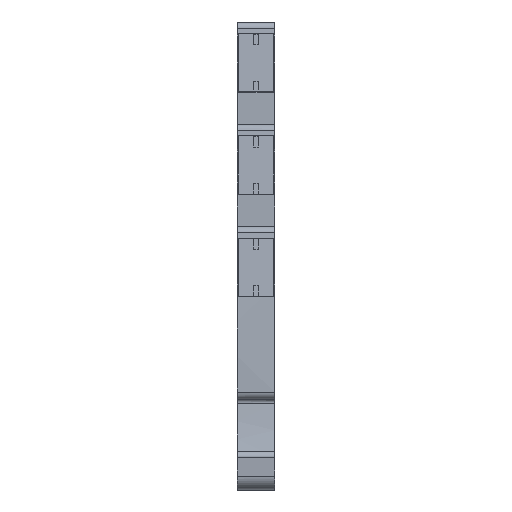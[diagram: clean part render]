
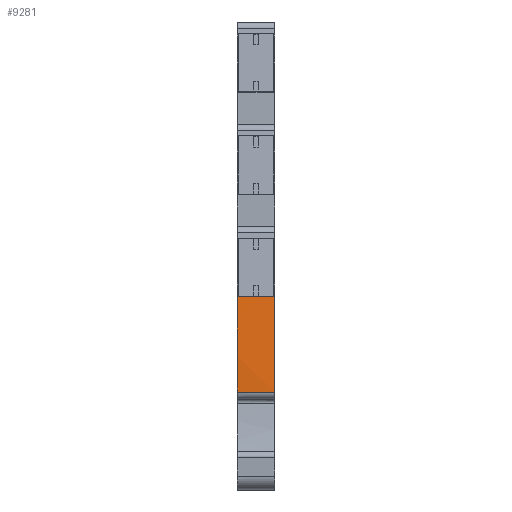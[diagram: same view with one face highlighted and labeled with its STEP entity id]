
A CAD part, front view. The second image highlights one B-rep face of the part: STEP entity #9281.
In plain terms, the highlighted cylindrical face has radius 151.052 mm (diameter 302.104 mm), a partial arc.
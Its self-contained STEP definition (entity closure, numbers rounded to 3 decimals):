
#9261=AXIS2_PLACEMENT_3D('Cylinder Axis2P3D',#9258,#9259,#9260) ;
#9265=AXIS2_PLACEMENT_3D('Circle Axis2P3D',#9263,#9264,$) ;
#1070=CARTESIAN_POINT('Vertex',(5.1,1.887,28.054)) ;
#1074=CARTESIAN_POINT('Control Point',(5.1,1.529,13.426)) ;
#1075=CARTESIAN_POINT('Control Point',(5.1,1.459,16.352)) ;
#1076=CARTESIAN_POINT('Control Point',(5.1,1.459,19.28)) ;
#1077=CARTESIAN_POINT('Control Point',(5.1,1.531,22.21)) ;
#1078=CARTESIAN_POINT('Control Point',(5.1,1.674,25.134)) ;
#1079=CARTESIAN_POINT('Control Point',(5.1,1.887,28.054)) ;
#1080=CARTESIAN_POINT('Vertex',(5.1,1.529,13.426)) ;
#9242=CARTESIAN_POINT('Vertex',(0.,1.887,28.054)) ;
#9245=CARTESIAN_POINT('Line Origine',(2.55,1.887,28.054)) ;
#9258=CARTESIAN_POINT('Axis2P3D Location',(2.55,152.538,17.05)) ;
#9263=CARTESIAN_POINT('Axis2P3D Location',(0.,152.538,17.05)) ;
#9267=CARTESIAN_POINT('Vertex',(0.,1.529,13.426)) ;
#9270=CARTESIAN_POINT('Line Origine',(2.55,1.529,13.426)) ;
#9246=DIRECTION('Vector Direction',(-1.,0.,0.)) ;
#9259=DIRECTION('Axis2P3D Direction',(-1.,0.,0.)) ;
#9260=DIRECTION('Axis2P3D XDirection',(0.,-1.,-0.024)) ;
#9264=DIRECTION('Axis2P3D Direction',(-1.,0.,0.)) ;
#9271=DIRECTION('Vector Direction',(-1.,0.,0.)) ;
#9247=VECTOR('Line Direction',#9246,1.) ;
#9272=VECTOR('Line Direction',#9271,1.) ;
#9276=ORIENTED_EDGE('',*,*,#9269,.F.) ;
#9277=ORIENTED_EDGE('',*,*,#9274,.T.) ;
#9278=ORIENTED_EDGE('',*,*,#1082,.T.) ;
#9279=ORIENTED_EDGE('',*,*,#9249,.F.) ;
#9281=ADVANCED_FACE('MLD',(#9280),#9262,.T.) ;
#1073=B_SPLINE_CURVE_WITH_KNOTS('',5,(#1074,#1075,#1076,#1077,#1078,#1079),.UNSPECIFIED.,.F.,.U.,(6,6),(0.,20.697),.UNSPECIFIED.) ;
#9266=CIRCLE('generated circle',#9265,151.052) ;
#9262=CYLINDRICAL_SURFACE('generated cylinder',#9261,151.052) ;
#1082=EDGE_CURVE('',#1081,#1071,#1073,.T.) ;
#9249=EDGE_CURVE('',#9243,#1071,#9248,.F.) ;
#9269=EDGE_CURVE('',#9268,#9243,#9266,.T.) ;
#9274=EDGE_CURVE('',#9268,#1081,#9273,.F.) ;
#9275=EDGE_LOOP('',(#9276,#9277,#9278,#9279)) ;
#9280=FACE_OUTER_BOUND('',#9275,.T.) ;
#9248=LINE('Line',#9245,#9247) ;
#9273=LINE('Line',#9270,#9272) ;
#1071=VERTEX_POINT('',#1070) ;
#1081=VERTEX_POINT('',#1080) ;
#9243=VERTEX_POINT('',#9242) ;
#9268=VERTEX_POINT('',#9267) ;
